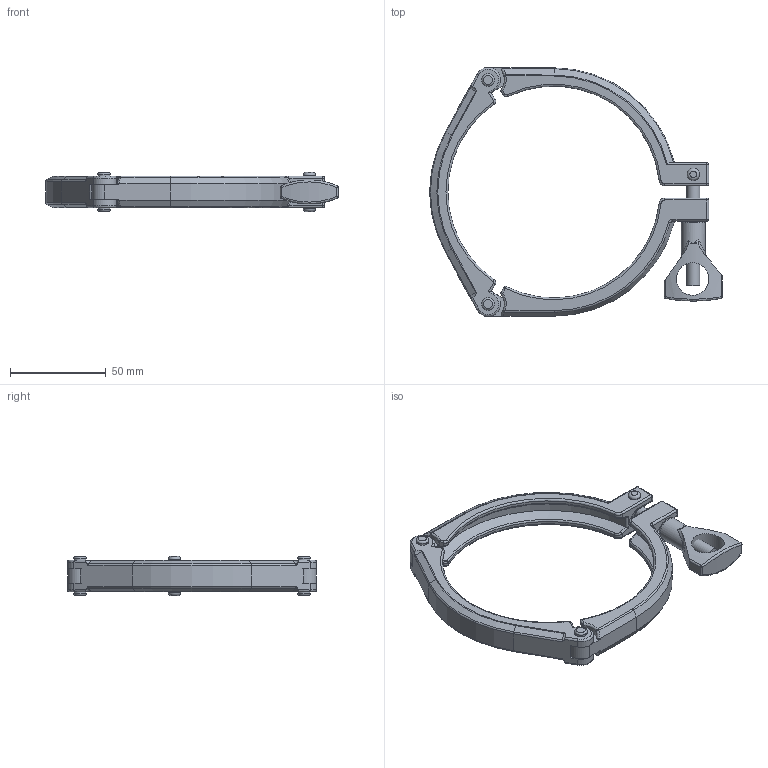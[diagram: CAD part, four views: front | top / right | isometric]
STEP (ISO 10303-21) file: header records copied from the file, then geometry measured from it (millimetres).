
FILE_DESCRIPTION(/* description */ (''),/* implementation_level */ '2;1');
FILE_NAME(/* name */ '13MHHS-4.stp',/* time_stamp */ '2021-06-25T10:27:25-04:00',/* author */ ('lee'),/* organization */ (''),/* preprocessor_version */ 'ST-DEVELOPER v18',/* originating_system */ 'Autodesk Inventor 2020',/* authorisation */ '');
FILE_SCHEMA (('AUTOMOTIVE_DESIGN { 1 0 10303 214 3 1 1 }'));
Length unit declared in the file: inch
Products named in the file (1): 13MHHS-4
Bounding box: 152.6 x 129.78 x 20.5 mm (x, y, z)
Volume: 55569.1 mm3; surface area: 32179.3 mm2
Topology: 8 solids, 8 shells, 397 faces, 960 edges, 563 vertices
Faces by surface type: cylinder 155, plane 72, bspline 62, torus 60, sphere 36, cone 12
Full cylindrical faces by diameter (mm): 4.68 x1, 5 x11, 6.13 x1, 6.5 x6, 6.9 x1, 12.5 x1, 17 x1
Entity records: 15303 total; most frequent: CARTESIAN_POINT 6276, DIRECTION 1907, ORIENTED_EDGE 1876, EDGE_CURVE 938, AXIS2_PLACEMENT_3D 808, VERTEX_POINT 563, EDGE_LOOP 425, CIRCLE 422
